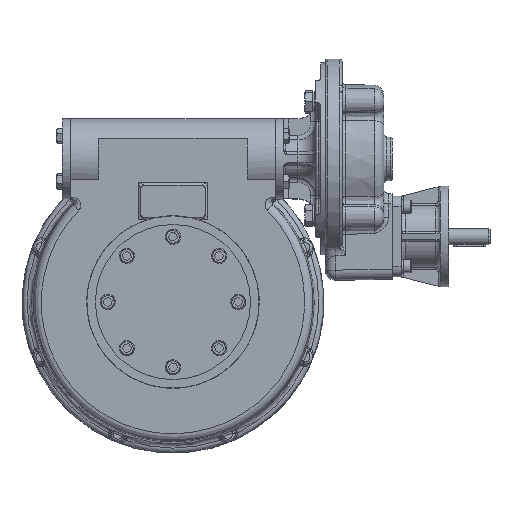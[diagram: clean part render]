
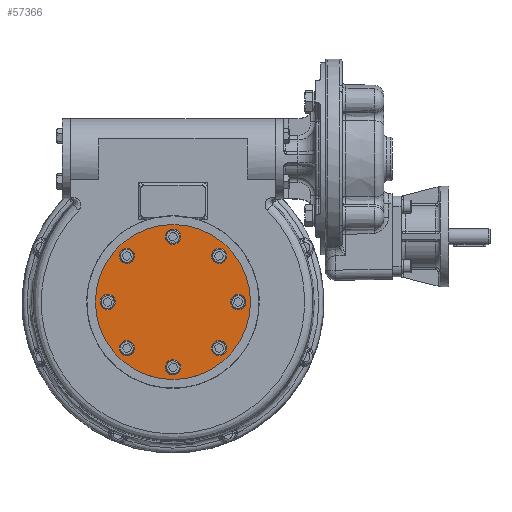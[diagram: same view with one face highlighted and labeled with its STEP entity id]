
A CAD part, top view. The second image highlights one B-rep face of the part: STEP entity #57366.
In plain terms, the highlighted planar face has unit normal (0, 0, 1).
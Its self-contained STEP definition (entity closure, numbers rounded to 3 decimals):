
#9158=PLANE('',#61738);
#20616=ORIENTED_EDGE('',*,*,#26835,.F.);
#20617=ORIENTED_EDGE('',*,*,#26837,.F.);
#20618=ORIENTED_EDGE('',*,*,#26839,.F.);
#20619=ORIENTED_EDGE('',*,*,#26841,.F.);
#20620=ORIENTED_EDGE('',*,*,#26843,.F.);
#20621=ORIENTED_EDGE('',*,*,#26845,.F.);
#20622=ORIENTED_EDGE('',*,*,#26847,.F.);
#20623=ORIENTED_EDGE('',*,*,#26852,.F.);
#20624=ORIENTED_EDGE('',*,*,#26849,.F.);
#26835=EDGE_CURVE('',#30961,#30961,#32770,.T.);
#26837=EDGE_CURVE('',#30963,#30963,#32772,.T.);
#26839=EDGE_CURVE('',#30965,#30965,#32774,.T.);
#26841=EDGE_CURVE('',#30967,#30967,#32776,.T.);
#26843=EDGE_CURVE('',#30969,#30969,#32778,.T.);
#26845=EDGE_CURVE('',#30971,#30971,#32780,.T.);
#26847=EDGE_CURVE('',#30973,#30973,#32782,.T.);
#26849=EDGE_CURVE('',#30975,#30975,#32784,.T.);
#26852=EDGE_CURVE('',#30978,#30978,#32787,.T.);
#30961=VERTEX_POINT('',#99833);
#30963=VERTEX_POINT('',#99838);
#30965=VERTEX_POINT('',#99843);
#30967=VERTEX_POINT('',#99848);
#30969=VERTEX_POINT('',#99853);
#30971=VERTEX_POINT('',#99858);
#30973=VERTEX_POINT('',#99863);
#30975=VERTEX_POINT('',#99868);
#30978=VERTEX_POINT('',#99876);
#32770=CIRCLE('',#61713,6.5);
#32772=CIRCLE('',#61716,6.5);
#32774=CIRCLE('',#61719,6.5);
#32776=CIRCLE('',#61722,6.5);
#32778=CIRCLE('',#61725,6.5);
#32780=CIRCLE('',#61728,6.5);
#32782=CIRCLE('',#61731,6.5);
#32784=CIRCLE('',#61734,96.25);
#32787=CIRCLE('',#61739,6.5);
#36391=EDGE_LOOP('',(#20616));
#36392=EDGE_LOOP('',(#20617));
#36393=EDGE_LOOP('',(#20618));
#36394=EDGE_LOOP('',(#20619));
#36395=EDGE_LOOP('',(#20620));
#36396=EDGE_LOOP('',(#20621));
#36397=EDGE_LOOP('',(#20622));
#36398=EDGE_LOOP('',(#20623));
#36399=EDGE_LOOP('',(#20624));
#40123=FACE_BOUND('',#36391,.T.);
#40124=FACE_BOUND('',#36392,.T.);
#40125=FACE_BOUND('',#36393,.T.);
#40126=FACE_BOUND('',#36394,.T.);
#40127=FACE_BOUND('',#36395,.T.);
#40128=FACE_BOUND('',#36396,.T.);
#40129=FACE_BOUND('',#36397,.T.);
#40130=FACE_BOUND('',#36398,.T.);
#40131=FACE_BOUND('',#36399,.T.);
#57366=ADVANCED_FACE('',(#40123,#40124,#40125,#40126,#40127,#40128,#40129,
#40130,#40131),#9158,.F.);
#61713=AXIS2_PLACEMENT_3D('',#99832,#72567,#72568);
#61716=AXIS2_PLACEMENT_3D('',#99837,#72573,#72574);
#61719=AXIS2_PLACEMENT_3D('',#99842,#72579,#72580);
#61722=AXIS2_PLACEMENT_3D('',#99847,#72585,#72586);
#61725=AXIS2_PLACEMENT_3D('',#99852,#72591,#72592);
#61728=AXIS2_PLACEMENT_3D('',#99857,#72597,#72598);
#61731=AXIS2_PLACEMENT_3D('',#99862,#72603,#72604);
#61734=AXIS2_PLACEMENT_3D('',#99867,#72609,#72610);
#61738=AXIS2_PLACEMENT_3D('',#99874,#72617,#72618);
#61739=AXIS2_PLACEMENT_3D('',#99875,#72619,#72620);
#72567=DIRECTION('',(0.,0.,1.));
#72568=DIRECTION('',(-0.707,0.707,0.));
#72573=DIRECTION('',(0.,0.,1.));
#72574=DIRECTION('',(0.,1.,0.));
#72579=DIRECTION('',(0.,0.,1.));
#72580=DIRECTION('',(0.707,0.707,0.));
#72585=DIRECTION('',(0.,0.,1.));
#72586=DIRECTION('',(1.,0.,0.));
#72591=DIRECTION('',(0.,0.,1.));
#72592=DIRECTION('',(0.707,-0.707,0.));
#72597=DIRECTION('',(0.,0.,1.));
#72598=DIRECTION('',(0.,-1.,0.));
#72603=DIRECTION('',(0.,0.,1.));
#72604=DIRECTION('',(-0.707,-0.707,0.));
#72609=DIRECTION('',(0.,0.,-1.));
#72610=DIRECTION('',(1.,0.,0.));
#72617=DIRECTION('',(0.,0.,-1.));
#72618=DIRECTION('',(1.,0.,0.));
#72619=DIRECTION('',(0.,0.,1.));
#72620=DIRECTION('',(-1.,0.,0.));
#99832=CARTESIAN_POINT('',(-57.276,-57.276,97.));
#99833=CARTESIAN_POINT('',(-61.872,-52.679,97.));
#99837=CARTESIAN_POINT('',(-81.,0.,97.));
#99838=CARTESIAN_POINT('',(-81.,6.5,97.));
#99842=CARTESIAN_POINT('',(-57.276,57.276,97.));
#99843=CARTESIAN_POINT('',(-52.679,61.872,97.));
#99847=CARTESIAN_POINT('',(0.,81.,97.));
#99848=CARTESIAN_POINT('',(6.5,81.,97.));
#99852=CARTESIAN_POINT('',(57.276,57.276,97.));
#99853=CARTESIAN_POINT('',(61.872,52.679,97.));
#99857=CARTESIAN_POINT('',(81.,0.,97.));
#99858=CARTESIAN_POINT('',(81.,-6.5,97.));
#99862=CARTESIAN_POINT('',(57.276,-57.276,97.));
#99863=CARTESIAN_POINT('',(52.679,-61.872,97.));
#99867=CARTESIAN_POINT('',(0.,0.,97.));
#99868=CARTESIAN_POINT('',(96.25,0.,97.));
#99874=CARTESIAN_POINT('',(0.,0.,97.));
#99875=CARTESIAN_POINT('',(0.,-81.,97.));
#99876=CARTESIAN_POINT('',(-6.5,-81.,97.));
